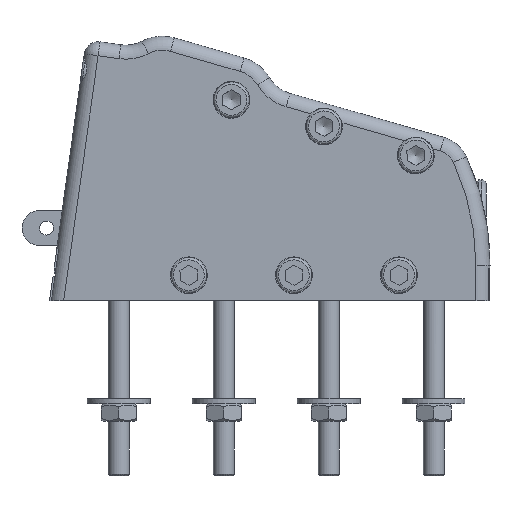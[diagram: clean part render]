
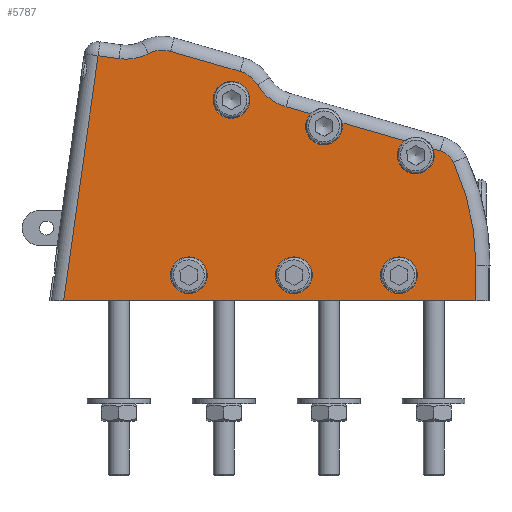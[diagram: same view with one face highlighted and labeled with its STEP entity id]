
A CAD part, left-side view. The second image highlights one B-rep face of the part: STEP entity #5787.
In plain terms, the highlighted planar face has unit normal (-1, 0, 0).
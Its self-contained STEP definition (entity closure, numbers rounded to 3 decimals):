
#408=FACE_BOUND('',#1490,.T.);
#409=FACE_BOUND('',#1491,.T.);
#410=FACE_BOUND('',#1492,.T.);
#411=FACE_BOUND('',#1493,.T.);
#636=PLANE('',#6389);
#992=FACE_OUTER_BOUND('',#1489,.T.);
#1489=EDGE_LOOP('',(#5322,#5323,#5324,#5325,#5326,#5327,#5328,#5329,#5330,
#5331,#5332,#5333,#5334,#5335,#5336,#5337));
#1490=EDGE_LOOP('',(#5338));
#1491=EDGE_LOOP('',(#5339));
#1492=EDGE_LOOP('',(#5340));
#1493=EDGE_LOOP('',(#5341));
#1521=LINE('',#8155,#1929);
#1663=LINE('',#8587,#2071);
#1728=LINE('',#8868,#2136);
#1849=LINE('',#9516,#2257);
#1850=LINE('',#9521,#2258);
#1851=LINE('',#9541,#2259);
#1853=LINE('',#9550,#2261);
#1855=LINE('',#9583,#2263);
#1929=VECTOR('',#6442,117.741);
#2071=VECTOR('',#6812,70.619);
#2136=VECTOR('',#7031,6.);
#2257=VECTOR('',#7534,2.161);
#2258=VECTOR('',#7539,7.279);
#2259=VECTOR('',#7540,18.631);
#2261=VECTOR('',#7548,20.7);
#2263=VECTOR('',#7584,10.);
#2494=CIRCLE('',#6205,8.5);
#2497=CIRCLE('',#6209,14.);
#2500=CIRCLE('',#6213,6.);
#2501=CIRCLE('',#6215,71.);
#2505=CIRCLE('',#6222,5.25);
#2507=CIRCLE('',#6225,5.25);
#2516=CIRCLE('',#6249,5.25);
#2518=CIRCLE('',#6254,5.25);
#2519=CIRCLE('',#6257,5.25);
#2520=CIRCLE('',#6259,5.25);
#2559=CIRCLE('',#6390,8.5);
#2560=CIRCLE('',#6391,14.);
#2581=VERTEX_POINT('',#8153);
#2582=VERTEX_POINT('',#8154);
#2746=VERTEX_POINT('',#8586);
#2815=VERTEX_POINT('',#8867);
#2973=VERTEX_POINT('',#9503);
#2974=VERTEX_POINT('',#9504);
#2975=VERTEX_POINT('',#9515);
#2976=VERTEX_POINT('',#9518);
#2977=VERTEX_POINT('',#9520);
#2978=VERTEX_POINT('',#9522);
#2980=VERTEX_POINT('',#9544);
#2982=VERTEX_POINT('',#9548);
#2986=VERTEX_POINT('',#9563);
#2988=VERTEX_POINT('',#9571);
#2989=VERTEX_POINT('',#9576);
#3005=VERTEX_POINT('',#9679);
#3007=VERTEX_POINT('',#9686);
#3008=VERTEX_POINT('',#9690);
#3009=VERTEX_POINT('',#9693);
#3110=VERTEX_POINT('',#10133);
#3128=EDGE_CURVE('',#2581,#2582,#1521,.T.);
#3330=EDGE_CURVE('',#2581,#2746,#1663,.T.);
#3439=EDGE_CURVE('',#2746,#2815,#1728,.T.);
#3674=EDGE_CURVE('',#2975,#2973,#1849,.T.);
#3677=EDGE_CURVE('',#2977,#2976,#1850,.T.);
#3679=EDGE_CURVE('',#2974,#2978,#1851,.T.);
#3683=EDGE_CURVE('',#2980,#2982,#1853,.T.);
#3687=EDGE_CURVE('',#2986,#2980,#2494,.T.);
#3690=EDGE_CURVE('',#2976,#2986,#2497,.T.);
#3693=EDGE_CURVE('',#2988,#2975,#2500,.T.);
#3694=EDGE_CURVE('',#2989,#2988,#2501,.T.);
#3698=EDGE_CURVE('',#2582,#2989,#1855,.T.);
#3702=EDGE_CURVE('',#2973,#2974,#2505,.T.);
#3704=EDGE_CURVE('',#2978,#2977,#2507,.T.);
#3728=EDGE_CURVE('',#3005,#3005,#2516,.T.);
#3730=EDGE_CURVE('',#3007,#3007,#2518,.T.);
#3731=EDGE_CURVE('',#3008,#3008,#2519,.T.);
#3732=EDGE_CURVE('',#3009,#3009,#2520,.T.);
#3871=EDGE_CURVE('',#2982,#3110,#2559,.T.);
#3872=EDGE_CURVE('',#3110,#2815,#2560,.T.);
#5322=ORIENTED_EDGE('',*,*,#3128,.T.);
#5323=ORIENTED_EDGE('',*,*,#3698,.T.);
#5324=ORIENTED_EDGE('',*,*,#3694,.T.);
#5325=ORIENTED_EDGE('',*,*,#3693,.T.);
#5326=ORIENTED_EDGE('',*,*,#3674,.T.);
#5327=ORIENTED_EDGE('',*,*,#3702,.T.);
#5328=ORIENTED_EDGE('',*,*,#3679,.T.);
#5329=ORIENTED_EDGE('',*,*,#3704,.T.);
#5330=ORIENTED_EDGE('',*,*,#3677,.T.);
#5331=ORIENTED_EDGE('',*,*,#3690,.T.);
#5332=ORIENTED_EDGE('',*,*,#3687,.T.);
#5333=ORIENTED_EDGE('',*,*,#3683,.T.);
#5334=ORIENTED_EDGE('',*,*,#3871,.T.);
#5335=ORIENTED_EDGE('',*,*,#3872,.T.);
#5336=ORIENTED_EDGE('',*,*,#3439,.F.);
#5337=ORIENTED_EDGE('',*,*,#3330,.F.);
#5338=ORIENTED_EDGE('',*,*,#3731,.T.);
#5339=ORIENTED_EDGE('',*,*,#3730,.T.);
#5340=ORIENTED_EDGE('',*,*,#3732,.T.);
#5341=ORIENTED_EDGE('',*,*,#3728,.T.);
#5787=ADVANCED_FACE('',(#992,#408,#409,#410,#411),#636,.T.);
#6205=AXIS2_PLACEMENT_3D('',#9564,#7555,#7556);
#6209=AXIS2_PLACEMENT_3D('',#9568,#7563,#7564);
#6213=AXIS2_PLACEMENT_3D('',#9574,#7571,#7572);
#6215=AXIS2_PLACEMENT_3D('',#9577,#7575,#7576);
#6222=AXIS2_PLACEMENT_3D('',#9591,#7593,#7594);
#6225=AXIS2_PLACEMENT_3D('',#9595,#7599,#7600);
#6249=AXIS2_PLACEMENT_3D('',#9680,#7660,#7661);
#6254=AXIS2_PLACEMENT_3D('',#9687,#7670,#7671);
#6257=AXIS2_PLACEMENT_3D('',#9691,#7676,#7677);
#6259=AXIS2_PLACEMENT_3D('',#9694,#7680,#7681);
#6389=AXIS2_PLACEMENT_3D('',#10132,#7986,#7987);
#6390=AXIS2_PLACEMENT_3D('',#10134,#7988,#7989);
#6391=AXIS2_PLACEMENT_3D('',#10135,#7990,#7991);
#6442=DIRECTION('',(0.,-1.,0.));
#6812=DIRECTION('',(0.,-0.139,0.99));
#7031=DIRECTION('',(0.,-0.99,-0.139));
#7534=DIRECTION('',(0.,0.961,0.276));
#7539=DIRECTION('',(0.,0.961,0.276));
#7540=DIRECTION('',(0.,0.961,0.276));
#7548=DIRECTION('',(0.,0.961,0.276));
#7555=DIRECTION('center_axis',(-1.,0.,0.));
#7556=DIRECTION('ref_axis',(0.,-0.859,0.512));
#7563=DIRECTION('center_axis',(1.,0.,0.));
#7564=DIRECTION('ref_axis',(0.,-0.859,0.512));
#7571=DIRECTION('center_axis',(-1.,0.,0.));
#7572=DIRECTION('ref_axis',(0.,-0.91,0.415));
#7575=DIRECTION('center_axis',(-1.,0.,0.));
#7576=DIRECTION('ref_axis',(0.,-1.,0.));
#7584=DIRECTION('',(0.,0.,1.));
#7593=DIRECTION('center_axis',(1.,0.,0.));
#7594=DIRECTION('ref_axis',(0.,-0.139,0.99));
#7599=DIRECTION('center_axis',(1.,0.,0.));
#7600=DIRECTION('ref_axis',(0.,-0.139,0.99));
#7660=DIRECTION('center_axis',(1.,0.,0.));
#7661=DIRECTION('ref_axis',(0.,-0.139,0.99));
#7670=DIRECTION('center_axis',(1.,0.,0.));
#7671=DIRECTION('ref_axis',(0.,-0.139,0.99));
#7676=DIRECTION('center_axis',(1.,0.,0.));
#7677=DIRECTION('ref_axis',(0.,-0.139,0.99));
#7680=DIRECTION('center_axis',(1.,0.,0.));
#7681=DIRECTION('ref_axis',(0.,-0.139,0.99));
#7986=DIRECTION('center_axis',(-1.,0.,0.));
#7987=DIRECTION('ref_axis',(0.,-0.139,0.99));
#7988=DIRECTION('center_axis',(-1.,0.,0.));
#7989=DIRECTION('ref_axis',(0.,-0.276,0.961));
#7990=DIRECTION('center_axis',(1.,0.,0.));
#7991=DIRECTION('ref_axis',(0.,-0.139,0.99));
#8153=CARTESIAN_POINT('',(-17.,121.741,0.));
#8154=CARTESIAN_POINT('',(-17.,4.,0.));
#8155=CARTESIAN_POINT('',(-17.,0.,0.));
#8586=CARTESIAN_POINT('',(-17.,111.913,69.931));
#8587=CARTESIAN_POINT('',(-17.,114.915,48.568));
#8867=CARTESIAN_POINT('',(-17.,105.971,69.096));
#8868=CARTESIAN_POINT('',(-17.,108.447,69.444));
#9503=CARTESIAN_POINT('',(-17.,16.285,43.339));
#9504=CARTESIAN_POINT('',(-17.,24.36,45.654));
#9515=CARTESIAN_POINT('',(-17.,14.208,42.743));
#9516=CARTESIAN_POINT('',(-17.,71.254,59.101));
#9518=CARTESIAN_POINT('',(-17.,58.243,55.37));
#9520=CARTESIAN_POINT('',(-17.,51.246,53.364));
#9521=CARTESIAN_POINT('',(-17.,71.254,59.101));
#9522=CARTESIAN_POINT('',(-17.,42.269,50.79));
#9541=CARTESIAN_POINT('',(-17.,71.254,59.101));
#9544=CARTESIAN_POINT('',(-17.,71.369,65.48));
#9548=CARTESIAN_POINT('',(-17.,91.267,71.185));
#9550=CARTESIAN_POINT('',(-17.,98.994,73.401));
#9563=CARTESIAN_POINT('',(-17.,66.41,61.661));
#9564=CARTESIAN_POINT('Origin',(-17.,73.712,57.309));
#9568=CARTESIAN_POINT('Origin',(-17.,54.384,68.828));
#9571=CARTESIAN_POINT('',(-17.,10.403,39.466));
#9574=CARTESIAN_POINT('Origin',(-17.,15.862,36.976));
#9576=CARTESIAN_POINT('',(-17.,4.,10.));
#9577=CARTESIAN_POINT('Origin',(-17.,75.,10.));
#9583=CARTESIAN_POINT('',(-17.,4.,31.683));
#9591=CARTESIAN_POINT('Origin',(-17.,21.191,41.469));
#9595=CARTESIAN_POINT('Origin',(-17.,47.419,49.77));
#9679=CARTESIAN_POINT('',(-17.,55.269,12.449));
#9680=CARTESIAN_POINT('Origin',(-17.,56.,7.25));
#9686=CARTESIAN_POINT('',(-17.,73.123,62.549));
#9687=CARTESIAN_POINT('Origin',(-17.,73.854,57.35));
#9690=CARTESIAN_POINT('',(-17.,25.269,12.449));
#9691=CARTESIAN_POINT('Origin',(-17.,26.,7.25));
#9693=CARTESIAN_POINT('',(-17.,85.269,12.449));
#9694=CARTESIAN_POINT('Origin',(-17.,86.,7.25));
#10132=CARTESIAN_POINT('Origin',(-17.,131.767,63.366));
#10133=CARTESIAN_POINT('',(-17.,97.543,70.55));
#10134=CARTESIAN_POINT('Origin',(-17.,93.61,63.015));
#10135=CARTESIAN_POINT('Origin',(-17.,104.022,82.96));
